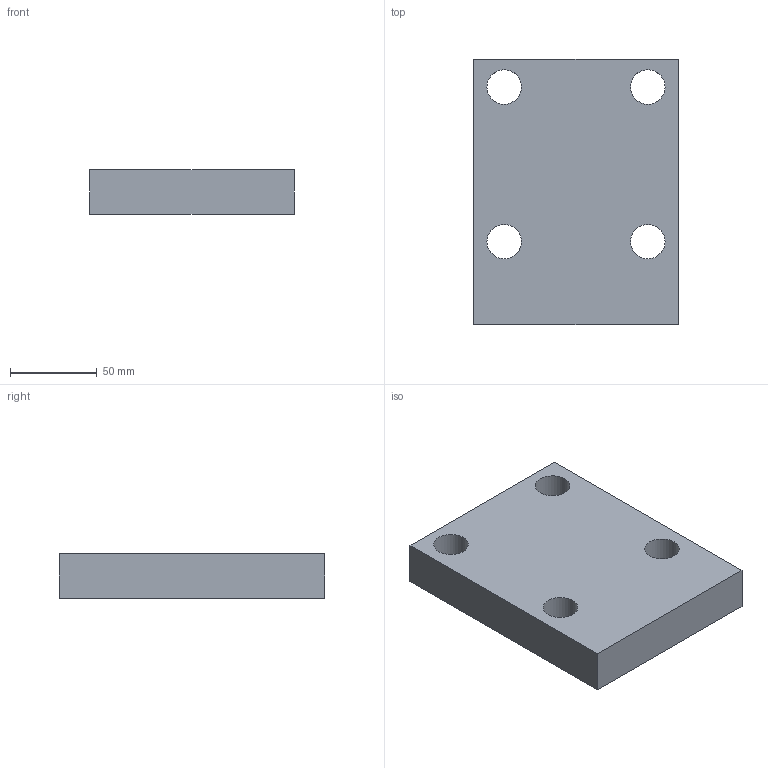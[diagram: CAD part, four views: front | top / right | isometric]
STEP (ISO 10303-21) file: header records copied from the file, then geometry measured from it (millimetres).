
FILE_DESCRIPTION(/* description */ (''),/* implementation_level */ '2;1');
FILE_NAME(/* name */ '_R10CPP.stp',/* time_stamp */ '2020-05-22T10:19:23-04:00',/* author */ ('alexanderw'),/* organization */ (''),/* preprocessor_version */ 'ST-DEVELOPER v17',/* originating_system */ 'Autodesk Inventor 2019',/* authorisation */ '');
FILE_SCHEMA (('AUTOMOTIVE_DESIGN { 1 0 10303 214 3 1 1 }'));
Length unit declared in the file: millimetre
Products named in the file (1): Part_DR10CPP_3D
Bounding box: 117.47 x 152.4 x 25.4 mm (x, y, z)
Volume: 420260.1 mm3; surface area: 54336.4 mm2
Topology: 1 solids, 1 shells, 285 faces, 783 edges, 526 vertices
Faces by surface type: plane 214, bspline 60, cylinder 9, cone 2
Full cylindrical faces by diameter (mm): 6.35 x2, 12.7 x1, 19.837 x4, 38.1 x2
Entity records: 9569 total; most frequent: CARTESIAN_POINT 2373, ORIENTED_EDGE 1562, DIRECTION 1145, EDGE_CURVE 781, LINE 629, VECTOR 629, VERTEX_POINT 526, EDGE_LOOP 321
